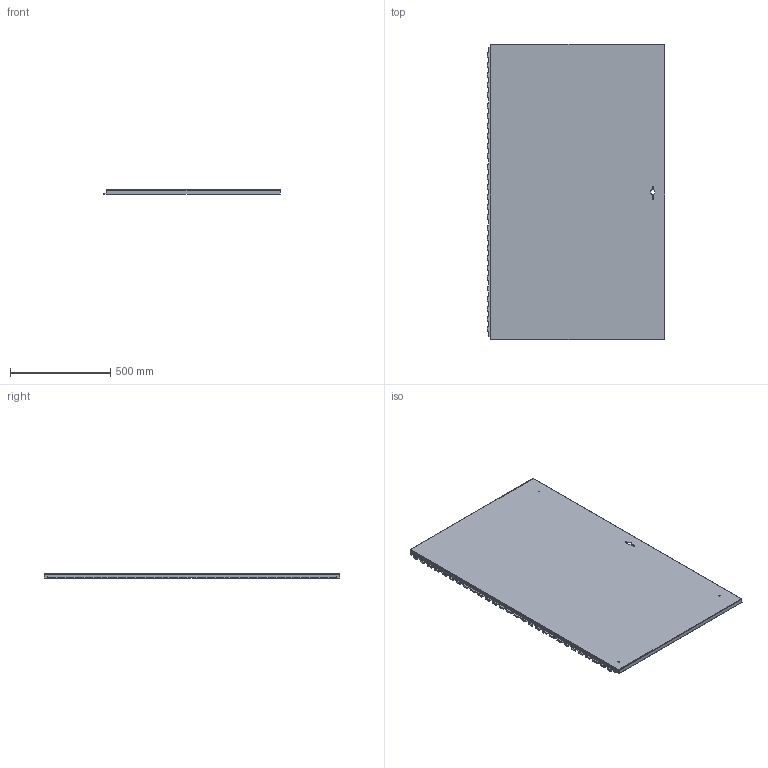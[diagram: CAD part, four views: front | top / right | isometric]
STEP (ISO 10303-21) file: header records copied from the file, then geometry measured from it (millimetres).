
FILE_DESCRIPTION(/* description */ ('ENCL,N4X,WHITE,SS,WM,60X36X12, 3PT.HNDL'),/* implementation_level */ '2;1');
FILE_NAME(/* name */ 'SSN46036123PTW.stp',/* time_stamp */ '2021-01-23T07:40:16-06:00',/* author */ ('dnichola'),/* organization */ (''),/* preprocessor_version */ 'ST-DEVELOPER v18.1',/* originating_system */ 'Autodesk Inventor 2020',/* authorisation */ '');
FILE_SCHEMA (('AUTOMOTIVE_DESIGN { 1 0 10303 214 3 1 1 }'));
Length unit declared in the file: inch
Products named in the file (5): SSN46036123PTW; 38846; SSN460363PTWLID; 32874-60; 32874-60L
Assembly tree (6 placements, depth 3):
  SSN46036123PTW
    38846  x3
    SSN460363PTWLID
    32874-60
      32874-60L
Bounding box: 888.45 x 1477.96 x 24.35 mm (x, y, z)
Volume: 2659899.6 mm3; surface area: 2861627.8 mm2
Topology: 5 solids, 5 shells, 316 faces, 881 edges, 578 vertices
Faces by surface type: plane 187, cylinder 107, bspline 13, torus 6, cone 3
Full cylindrical faces by diameter (mm): 6.35 x3, 7.137 x3, 8.56 x3
Entity records: 10468 total; most frequent: CARTESIAN_POINT 2107, ORIENTED_EDGE 1690, DIRECTION 1616, EDGE_CURVE 845, LINE 618, VECTOR 618, VERTEX_POINT 552, AXIS2_PLACEMENT_3D 499
